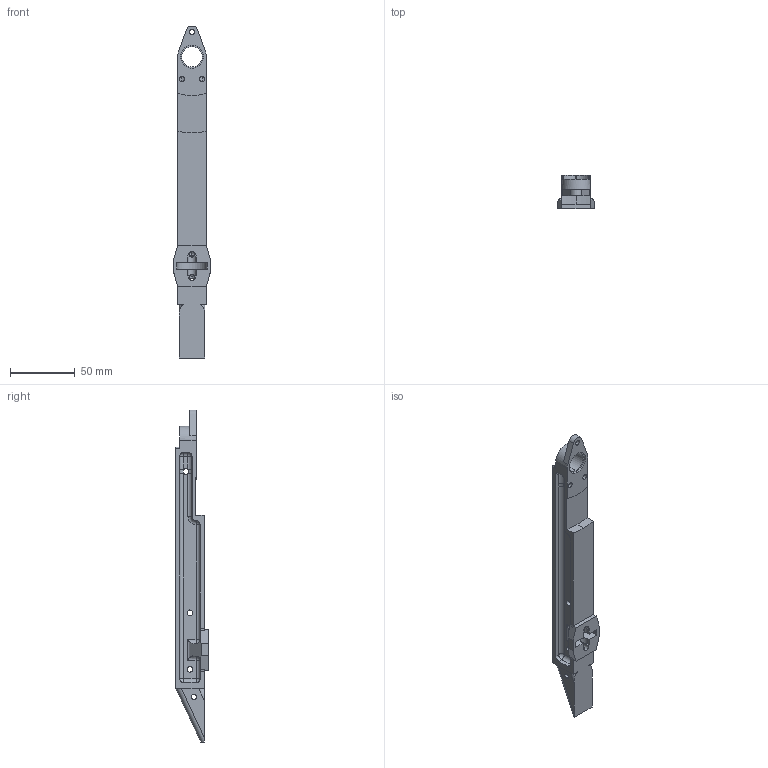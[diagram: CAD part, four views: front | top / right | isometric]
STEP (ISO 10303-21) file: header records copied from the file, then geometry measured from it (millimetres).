
FILE_DESCRIPTION (( 'STEP AP203' ), '1' );
FILE_NAME ('MBSolidCouplerGeared.STEP', '2017-11-19T20:32:43', ( 'Windows User' ), ( '' ), 'SwSTEP 2.0', 'SolidWorks 2017', '' );
FILE_SCHEMA (( 'CONFIG_CONTROL_DESIGN' ));
Length unit declared in the file: inch
Products named in the file (1): MBSolidCouplerGeared
Bounding box: 28.57 x 25.4 x 257.16 mm (x, y, z)
Volume: 59825.4 mm3; surface area: 30717.4 mm2
Topology: 1 solids, 1 shells, 199 faces, 559 edges, 342 vertices
Faces by surface type: cylinder 104, plane 71, sphere 14, cone 4, bspline 4, torus 2
Entity records: 6661 total; most frequent: CARTESIAN_POINT 1463, DIRECTION 1102, ORIENTED_EDGE 1082, EDGE_CURVE 541, AXIS2_PLACEMENT_3D 405, VERTEX_POINT 342, VECTOR 292, LINE 292
